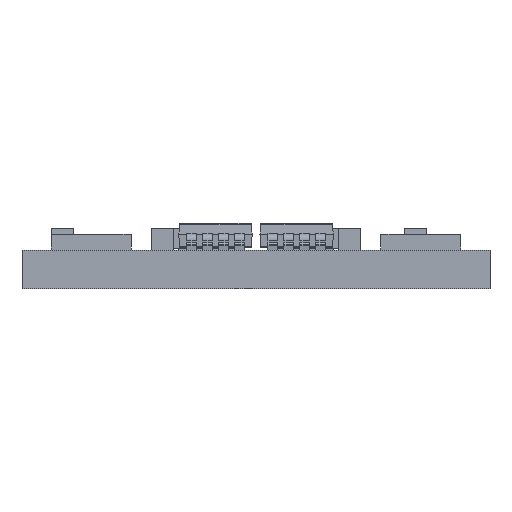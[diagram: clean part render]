
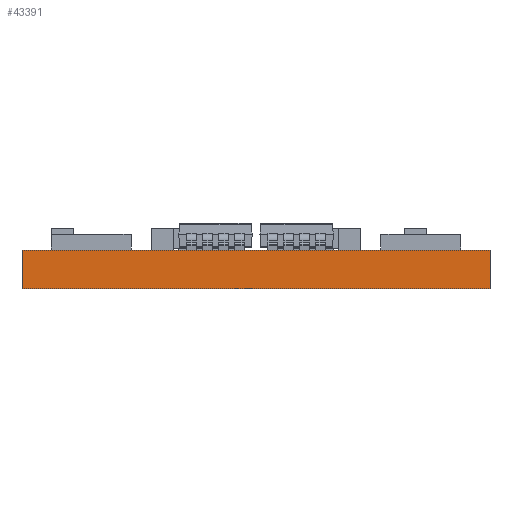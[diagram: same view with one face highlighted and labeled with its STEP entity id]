
A CAD part, front view. The second image highlights one B-rep face of the part: STEP entity #43391.
In plain terms, the highlighted planar face has unit normal (0, -1, 0).
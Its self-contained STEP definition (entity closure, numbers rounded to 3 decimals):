
#4862 = DIRECTION ( 'NONE',  ( 0., 0., -1. ) ) ;
#7879 = EDGE_CURVE ( 'NONE', #11816, #36917, #9853, .T. ) ;
#8064 = VECTOR ( 'NONE', #4862, 1000. ) ;
#9058 = ORIENTED_EDGE ( 'NONE', *, *, #39734, .T. ) ;
#9853 = LINE ( 'NONE', #21251, #8064 ) ;
#9903 = CARTESIAN_POINT ( 'NONE',  ( 19.05, 0., 0. ) ) ;
#10242 = PLANE ( 'NONE',  #27475 ) ;
#10265 = DIRECTION ( 'NONE',  ( 0., 0., -1. ) ) ;
#11816 = VERTEX_POINT ( 'NONE', #14181 ) ;
#13375 = VECTOR ( 'NONE', #50047, 1000. ) ;
#14181 = CARTESIAN_POINT ( 'NONE',  ( 19.05, 0., 1.575 ) ) ;
#19141 = ORIENTED_EDGE ( 'NONE', *, *, #7879, .F. ) ;
#21251 = CARTESIAN_POINT ( 'NONE',  ( 19.05, 0., 1.575 ) ) ;
#21963 = LINE ( 'NONE', #49380, #35451 ) ;
#22094 = LINE ( 'NONE', #29774, #13375 ) ;
#22259 = CARTESIAN_POINT ( 'NONE',  ( 0., 0., 0. ) ) ;
#22830 = VERTEX_POINT ( 'NONE', #22259 ) ;
#23661 = EDGE_CURVE ( 'NONE', #26834, #11816, #21963, .T. ) ;
#24489 = EDGE_LOOP ( 'NONE', ( #41380, #19141, #25855, #9058 ) ) ;
#25672 = DIRECTION ( 'NONE',  ( 1., 0., 0. ) ) ;
#25855 = ORIENTED_EDGE ( 'NONE', *, *, #23661, .F. ) ;
#26834 = VERTEX_POINT ( 'NONE', #39166 ) ;
#27475 = AXIS2_PLACEMENT_3D ( 'NONE', #35552, #40316, #27699 ) ;
#27699 = DIRECTION ( 'NONE',  ( 0., 0., 1. ) ) ;
#29774 = CARTESIAN_POINT ( 'NONE',  ( 0., 0., 0. ) ) ;
#30347 = FACE_OUTER_BOUND ( 'NONE', #24489, .T. ) ;
#30370 = CARTESIAN_POINT ( 'NONE',  ( 0., 0., 1.575 ) ) ;
#33857 = VECTOR ( 'NONE', #10265, 1000. ) ;
#34308 = LINE ( 'NONE', #30370, #33857 ) ;
#35451 = VECTOR ( 'NONE', #25672, 1000. ) ;
#35552 = CARTESIAN_POINT ( 'NONE',  ( 0., 0., 1.575 ) ) ;
#36917 = VERTEX_POINT ( 'NONE', #9903 ) ;
#39166 = CARTESIAN_POINT ( 'NONE',  ( 0., 0., 1.575 ) ) ;
#39734 = EDGE_CURVE ( 'NONE', #26834, #22830, #34308, .T. ) ;
#40316 = DIRECTION ( 'NONE',  ( 0., 1., 0. ) ) ;
#41380 = ORIENTED_EDGE ( 'NONE', *, *, #51932, .T. ) ;
#43391 = ADVANCED_FACE ( 'NONE', ( #30347 ), #10242, .F. ) ;
#49380 = CARTESIAN_POINT ( 'NONE',  ( 0., 0., 1.575 ) ) ;
#50047 = DIRECTION ( 'NONE',  ( 1., 0., 0. ) ) ;
#51932 = EDGE_CURVE ( 'NONE', #22830, #36917, #22094, .T. ) ;
